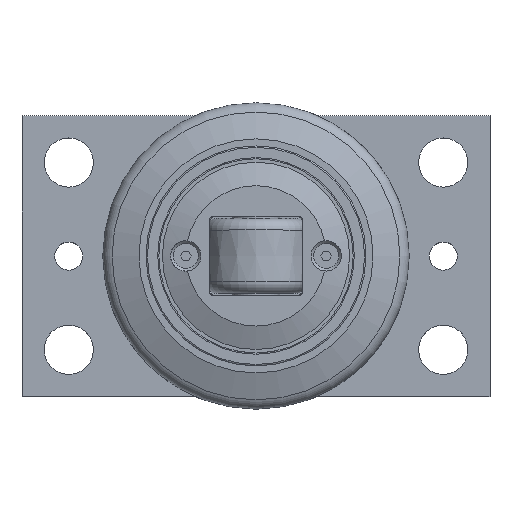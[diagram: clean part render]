
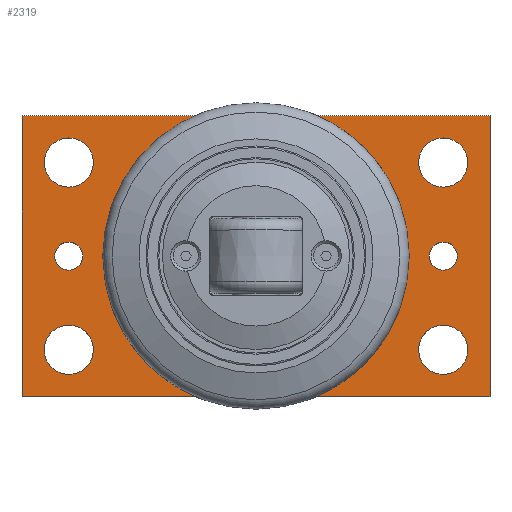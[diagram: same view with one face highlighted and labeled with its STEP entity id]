
A CAD part, top view. The second image highlights one B-rep face of the part: STEP entity #2319.
In plain terms, the highlighted planar face has unit normal (0, 0, 1).
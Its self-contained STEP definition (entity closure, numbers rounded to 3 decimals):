
#88=FACE_BOUND('',#426,.T.);
#89=FACE_BOUND('',#427,.T.);
#90=FACE_BOUND('',#428,.T.);
#91=FACE_BOUND('',#429,.T.);
#92=FACE_BOUND('',#430,.T.);
#93=FACE_BOUND('',#431,.T.);
#94=FACE_BOUND('',#432,.T.);
#95=FACE_BOUND('',#433,.T.);
#96=FACE_BOUND('',#434,.T.);
#97=FACE_BOUND('',#435,.T.);
#98=FACE_BOUND('',#436,.T.);
#159=PLANE('',#2579);
#269=FACE_OUTER_BOUND('',#425,.T.);
#425=EDGE_LOOP('',(#1956,#1957,#1958,#1959));
#426=EDGE_LOOP('',(#1960));
#427=EDGE_LOOP('',(#1961,#1962));
#428=EDGE_LOOP('',(#1963,#1964));
#429=EDGE_LOOP('',(#1965,#1966));
#430=EDGE_LOOP('',(#1967,#1968));
#431=EDGE_LOOP('',(#1969));
#432=EDGE_LOOP('',(#1970));
#433=EDGE_LOOP('',(#1971));
#434=EDGE_LOOP('',(#1972));
#435=EDGE_LOOP('',(#1973));
#436=EDGE_LOOP('',(#1974));
#583=LINE('',#4580,#702);
#584=LINE('',#4582,#703);
#585=LINE('',#4584,#704);
#586=LINE('',#4585,#705);
#702=VECTOR('',#3173,10.);
#703=VECTOR('',#3174,10.);
#704=VECTOR('',#3175,10.);
#705=VECTOR('',#3176,10.);
#852=CIRCLE('',#2580,20.5);
#853=CIRCLE('',#2581,4.188);
#854=CIRCLE('',#2582,4.188);
#855=CIRCLE('',#2583,4.188);
#856=CIRCLE('',#2584,4.188);
#857=CIRCLE('',#2585,4.188);
#858=CIRCLE('',#2586,4.188);
#859=CIRCLE('',#2587,4.188);
#860=CIRCLE('',#2588,4.188);
#861=CIRCLE('',#2589,5.25);
#862=CIRCLE('',#2590,5.25);
#863=CIRCLE('',#2591,5.25);
#864=CIRCLE('',#2592,5.25);
#865=CIRCLE('',#2593,3.);
#866=CIRCLE('',#2594,3.);
#1095=VERTEX_POINT('',#4578);
#1096=VERTEX_POINT('',#4579);
#1097=VERTEX_POINT('',#4581);
#1098=VERTEX_POINT('',#4583);
#1099=VERTEX_POINT('',#4586);
#1100=VERTEX_POINT('',#4588);
#1101=VERTEX_POINT('',#4589);
#1102=VERTEX_POINT('',#4592);
#1103=VERTEX_POINT('',#4593);
#1104=VERTEX_POINT('',#4596);
#1105=VERTEX_POINT('',#4597);
#1106=VERTEX_POINT('',#4600);
#1107=VERTEX_POINT('',#4601);
#1108=VERTEX_POINT('',#4604);
#1109=VERTEX_POINT('',#4606);
#1110=VERTEX_POINT('',#4608);
#1111=VERTEX_POINT('',#4610);
#1112=VERTEX_POINT('',#4612);
#1113=VERTEX_POINT('',#4614);
#1404=EDGE_CURVE('',#1095,#1096,#583,.T.);
#1405=EDGE_CURVE('',#1097,#1095,#584,.T.);
#1406=EDGE_CURVE('',#1098,#1097,#585,.T.);
#1407=EDGE_CURVE('',#1096,#1098,#586,.T.);
#1408=EDGE_CURVE('',#1099,#1099,#852,.T.);
#1409=EDGE_CURVE('',#1100,#1101,#853,.T.);
#1410=EDGE_CURVE('',#1101,#1100,#854,.T.);
#1411=EDGE_CURVE('',#1102,#1103,#855,.T.);
#1412=EDGE_CURVE('',#1103,#1102,#856,.T.);
#1413=EDGE_CURVE('',#1104,#1105,#857,.T.);
#1414=EDGE_CURVE('',#1105,#1104,#858,.T.);
#1415=EDGE_CURVE('',#1106,#1107,#859,.T.);
#1416=EDGE_CURVE('',#1107,#1106,#860,.T.);
#1417=EDGE_CURVE('',#1108,#1108,#861,.T.);
#1418=EDGE_CURVE('',#1109,#1109,#862,.T.);
#1419=EDGE_CURVE('',#1110,#1110,#863,.T.);
#1420=EDGE_CURVE('',#1111,#1111,#864,.T.);
#1421=EDGE_CURVE('',#1112,#1112,#865,.T.);
#1422=EDGE_CURVE('',#1113,#1113,#866,.T.);
#1956=ORIENTED_EDGE('',*,*,#1404,.F.);
#1957=ORIENTED_EDGE('',*,*,#1405,.F.);
#1958=ORIENTED_EDGE('',*,*,#1406,.F.);
#1959=ORIENTED_EDGE('',*,*,#1407,.F.);
#1960=ORIENTED_EDGE('',*,*,#1408,.T.);
#1961=ORIENTED_EDGE('',*,*,#1409,.T.);
#1962=ORIENTED_EDGE('',*,*,#1410,.T.);
#1963=ORIENTED_EDGE('',*,*,#1411,.T.);
#1964=ORIENTED_EDGE('',*,*,#1412,.T.);
#1965=ORIENTED_EDGE('',*,*,#1413,.T.);
#1966=ORIENTED_EDGE('',*,*,#1414,.T.);
#1967=ORIENTED_EDGE('',*,*,#1415,.T.);
#1968=ORIENTED_EDGE('',*,*,#1416,.T.);
#1969=ORIENTED_EDGE('',*,*,#1417,.T.);
#1970=ORIENTED_EDGE('',*,*,#1418,.T.);
#1971=ORIENTED_EDGE('',*,*,#1419,.T.);
#1972=ORIENTED_EDGE('',*,*,#1420,.T.);
#1973=ORIENTED_EDGE('',*,*,#1421,.T.);
#1974=ORIENTED_EDGE('',*,*,#1422,.T.);
#2319=ADVANCED_FACE('',(#269,#88,#89,#90,#91,#92,#93,#94,#95,#96,#97,#98),
#159,.T.);
#2579=AXIS2_PLACEMENT_3D('',#4577,#3171,#3172);
#2580=AXIS2_PLACEMENT_3D('',#4587,#3177,#3178);
#2581=AXIS2_PLACEMENT_3D('',#4590,#3179,#3180);
#2582=AXIS2_PLACEMENT_3D('',#4591,#3181,#3182);
#2583=AXIS2_PLACEMENT_3D('',#4594,#3183,#3184);
#2584=AXIS2_PLACEMENT_3D('',#4595,#3185,#3186);
#2585=AXIS2_PLACEMENT_3D('',#4598,#3187,#3188);
#2586=AXIS2_PLACEMENT_3D('',#4599,#3189,#3190);
#2587=AXIS2_PLACEMENT_3D('',#4602,#3191,#3192);
#2588=AXIS2_PLACEMENT_3D('',#4603,#3193,#3194);
#2589=AXIS2_PLACEMENT_3D('',#4605,#3195,#3196);
#2590=AXIS2_PLACEMENT_3D('',#4607,#3197,#3198);
#2591=AXIS2_PLACEMENT_3D('',#4609,#3199,#3200);
#2592=AXIS2_PLACEMENT_3D('',#4611,#3201,#3202);
#2593=AXIS2_PLACEMENT_3D('',#4613,#3203,#3204);
#2594=AXIS2_PLACEMENT_3D('',#4615,#3205,#3206);
#3171=DIRECTION('center_axis',(0.,0.,1.));
#3172=DIRECTION('ref_axis',(1.,0.,0.));
#3173=DIRECTION('',(0.,1.,0.));
#3174=DIRECTION('',(-1.,0.,0.));
#3175=DIRECTION('',(0.,-1.,0.));
#3176=DIRECTION('',(1.,0.,0.));
#3177=DIRECTION('center_axis',(0.,0.,-1.));
#3178=DIRECTION('ref_axis',(-1.,0.,0.));
#3179=DIRECTION('center_axis',(0.,0.,-1.));
#3180=DIRECTION('ref_axis',(1.,0.,0.));
#3181=DIRECTION('center_axis',(0.,0.,-1.));
#3182=DIRECTION('ref_axis',(1.,0.,0.));
#3183=DIRECTION('center_axis',(0.,0.,-1.));
#3184=DIRECTION('ref_axis',(1.,0.,0.));
#3185=DIRECTION('center_axis',(0.,0.,-1.));
#3186=DIRECTION('ref_axis',(1.,0.,0.));
#3187=DIRECTION('center_axis',(0.,0.,-1.));
#3188=DIRECTION('ref_axis',(1.,0.,0.));
#3189=DIRECTION('center_axis',(0.,0.,-1.));
#3190=DIRECTION('ref_axis',(1.,0.,0.));
#3191=DIRECTION('center_axis',(0.,0.,-1.));
#3192=DIRECTION('ref_axis',(1.,0.,0.));
#3193=DIRECTION('center_axis',(0.,0.,-1.));
#3194=DIRECTION('ref_axis',(1.,0.,0.));
#3195=DIRECTION('center_axis',(0.,0.,-1.));
#3196=DIRECTION('ref_axis',(-1.,0.,0.));
#3197=DIRECTION('center_axis',(0.,0.,-1.));
#3198=DIRECTION('ref_axis',(-1.,0.,0.));
#3199=DIRECTION('center_axis',(0.,0.,-1.));
#3200=DIRECTION('ref_axis',(-1.,0.,0.));
#3201=DIRECTION('center_axis',(0.,0.,-1.));
#3202=DIRECTION('ref_axis',(-1.,0.,0.));
#3203=DIRECTION('center_axis',(0.,0.,-1.));
#3204=DIRECTION('ref_axis',(-1.,0.,0.));
#3205=DIRECTION('center_axis',(0.,0.,-1.));
#3206=DIRECTION('ref_axis',(-1.,0.,0.));
#4577=CARTESIAN_POINT('Origin',(50.,30.,10.));
#4578=CARTESIAN_POINT('',(0.,0.,10.));
#4579=CARTESIAN_POINT('',(0.,60.,10.));
#4580=CARTESIAN_POINT('',(0.,60.,10.));
#4581=CARTESIAN_POINT('',(100.,0.,10.));
#4582=CARTESIAN_POINT('',(0.,0.,10.));
#4583=CARTESIAN_POINT('',(100.,60.,10.));
#4584=CARTESIAN_POINT('',(100.,0.,10.));
#4585=CARTESIAN_POINT('',(100.,60.,10.));
#4586=CARTESIAN_POINT('',(70.5,30.,10.));
#4587=CARTESIAN_POINT('Origin',(50.,30.,10.));
#4588=CARTESIAN_POINT('',(34.188,10.,10.));
#4589=CARTESIAN_POINT('',(25.812,10.,10.));
#4590=CARTESIAN_POINT('Origin',(30.,10.,10.));
#4591=CARTESIAN_POINT('Origin',(30.,10.,10.));
#4592=CARTESIAN_POINT('',(74.188,10.,10.));
#4593=CARTESIAN_POINT('',(65.812,10.,10.));
#4594=CARTESIAN_POINT('Origin',(70.,10.,10.));
#4595=CARTESIAN_POINT('Origin',(70.,10.,10.));
#4596=CARTESIAN_POINT('',(74.188,50.,10.));
#4597=CARTESIAN_POINT('',(65.812,50.,10.));
#4598=CARTESIAN_POINT('Origin',(70.,50.,10.));
#4599=CARTESIAN_POINT('Origin',(70.,50.,10.));
#4600=CARTESIAN_POINT('',(34.188,50.,10.));
#4601=CARTESIAN_POINT('',(25.812,50.,10.));
#4602=CARTESIAN_POINT('Origin',(30.,50.,10.));
#4603=CARTESIAN_POINT('Origin',(30.,50.,10.));
#4604=CARTESIAN_POINT('',(95.25,50.,10.));
#4605=CARTESIAN_POINT('Origin',(90.,50.,10.));
#4606=CARTESIAN_POINT('',(15.25,10.,10.));
#4607=CARTESIAN_POINT('Origin',(10.,10.,10.));
#4608=CARTESIAN_POINT('',(15.25,50.,10.));
#4609=CARTESIAN_POINT('Origin',(10.,50.,10.));
#4610=CARTESIAN_POINT('',(95.25,10.,10.));
#4611=CARTESIAN_POINT('Origin',(90.,10.,10.));
#4612=CARTESIAN_POINT('',(93.,30.,10.));
#4613=CARTESIAN_POINT('Origin',(90.,30.,10.));
#4614=CARTESIAN_POINT('',(13.,30.,10.));
#4615=CARTESIAN_POINT('Origin',(10.,30.,10.));
